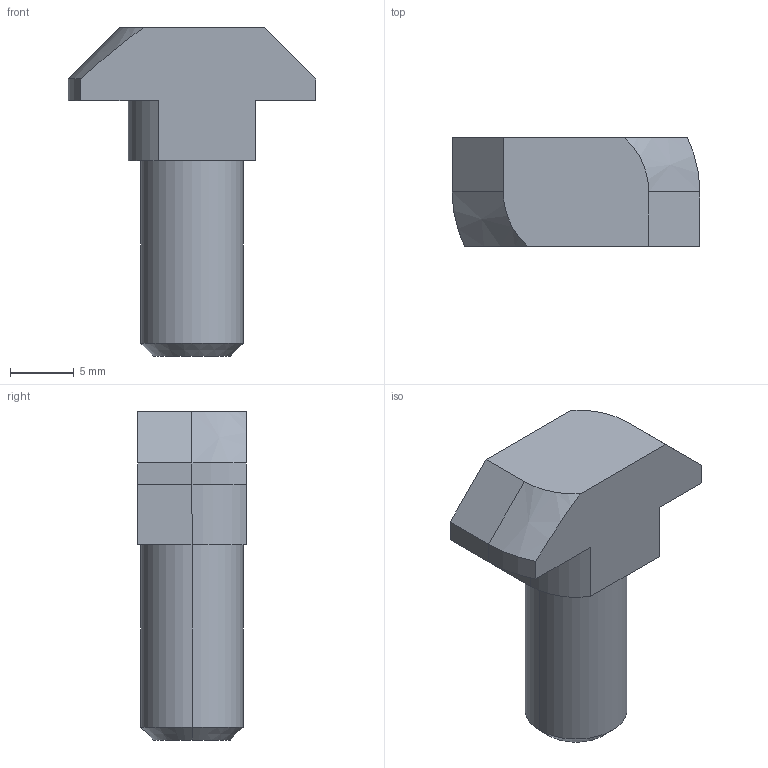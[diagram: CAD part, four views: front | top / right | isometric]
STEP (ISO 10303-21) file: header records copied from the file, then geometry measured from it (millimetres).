
FILE_DESCRIPTION(('STEP AP214'),'1');
FILE_NAME('cctmp_548A0DAA-8AB6-495E-9539-1D84473D9FF8_2020_1_13_11_4_31_89..stp','2020-01-13T10:04:31',('Bosch Rexroth AG'),('CADClick - www.CADClick.com'),'Spatial InterOp 3D',' ','unknown authorization - (Healing Option Enabled)');
FILE_SCHEMA(('AUTOMOTIVE_DESIGN'));
Length unit declared in the file: millimetre
Products named in the file (1): 2020_01_13__11-04-31-089
Bounding box: 19.4 x 8.5 x 25.7 mm (x, y, z)
Volume: 1914.2 mm3; surface area: 1086 mm2
Topology: 1 solids, 1 shells, 23 faces, 56 edges, 36 vertices
Faces by surface type: plane 13, cylinder 6, cone 4
Entity records: 880 total; most frequent: CARTESIAN_POINT 120, DIRECTION 118, ORIENTED_EDGE 112, EDGE_CURVE 56, AXIS2_PLACEMENT_3D 40, LINE 38, VECTOR 38, VERTEX_POINT 36
